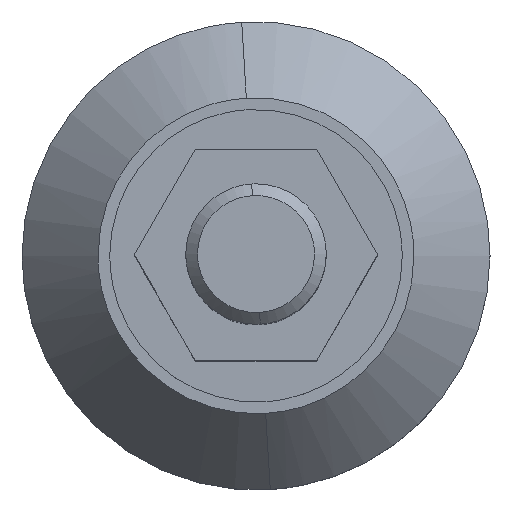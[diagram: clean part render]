
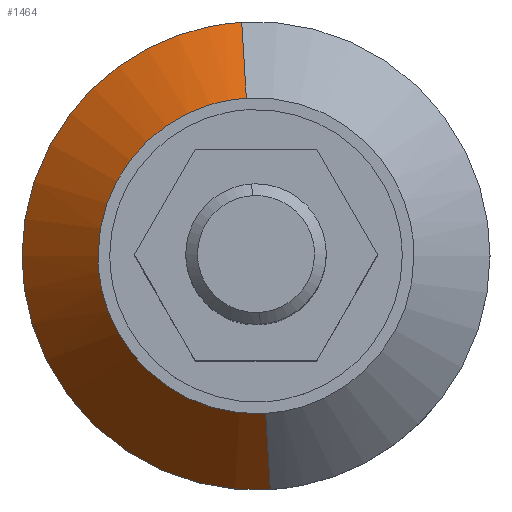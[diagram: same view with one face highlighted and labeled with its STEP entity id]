
A CAD part, top view. The second image highlights one B-rep face of the part: STEP entity #1464.
In plain terms, the highlighted free-form (B-spline) face has degree [2, 1] with [5, 2] control points.
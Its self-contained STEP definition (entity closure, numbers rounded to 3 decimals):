
#1239=CARTESIAN_POINT('',(-2.442,39.925,15.));
#1240=VERTEX_POINT('',#1239);
#1258=CARTESIAN_POINT('',(2.442,-39.925,15.));
#1259=VERTEX_POINT('',#1258);
#1306=CARTESIAN_POINT('',(-40.0,0.0,15.));
#1307=VERTEX_POINT('',#1306);
#1308=CARTESIAN_POINT('',(-40.0,0.0,15.));
#1309=CARTESIAN_POINT('',(-40.,37.628,15.));
#1310=CARTESIAN_POINT('',(-2.442,39.925,15.));
#1318=(BOUNDED_CURVE()B_SPLINE_CURVE(2,(#1308,#1309,#1310),.UNSPECIFIED.,.F.,.U.)B_SPLINE_CURVE_WITH_KNOTS((3,3),(0.0,0.239),.UNSPECIFIED.)CURVE()GEOMETRIC_REPRESENTATION_ITEM()RATIONAL_B_SPLINE_CURVE((1.0,0.72,0.976))REPRESENTATION_ITEM(''));
#1319=EDGE_CURVE('',#1307,#1240,#1318,.T.);
#1325=CARTESIAN_POINT('',(2.442,-39.925,15.));
#1326=CARTESIAN_POINT('',(1.222,-40.,15.));
#1327=CARTESIAN_POINT('',(0.,-40.,15.));
#1328=CARTESIAN_POINT('',(-40.,-40.,15.));
#1329=CARTESIAN_POINT('',(-40.0,0.0,15.));
#1337=(BOUNDED_CURVE()B_SPLINE_CURVE(2,(#1325,#1326,#1327,#1328,#1329),.UNSPECIFIED.,.F.,.U.)B_SPLINE_CURVE_WITH_KNOTS((3,2,3),(0.739,0.75,1.0),.UNSPECIFIED.)CURVE()GEOMETRIC_REPRESENTATION_ITEM()RATIONAL_B_SPLINE_CURVE((0.976,0.988,1.0,0.707,1.0))REPRESENTATION_ITEM(''));
#1338=EDGE_CURVE('',#1259,#1307,#1337,.T.);
#1361=CARTESIAN_POINT('',(-1.648,26.95,30.));
#1362=VERTEX_POINT('',#1361);
#1363=CARTESIAN_POINT('',(-1.648,26.95,30.));
#1364=CARTESIAN_POINT('',(-2.442,39.925,15.));
#1365=QUASI_UNIFORM_CURVE('',1,(#1363,#1364),.UNSPECIFIED.,.F.,.U.);
#1366=EDGE_CURVE('',#1362,#1240,#1365,.T.);
#1385=CARTESIAN_POINT('',(1.648,-26.95,30.));
#1386=VERTEX_POINT('',#1385);
#1400=CARTESIAN_POINT('',(1.648,-26.95,30.));
#1401=CARTESIAN_POINT('',(2.442,-39.925,15.));
#1402=QUASI_UNIFORM_CURVE('',1,(#1400,#1401),.UNSPECIFIED.,.F.,.U.);
#1403=EDGE_CURVE('',#1386,#1259,#1402,.T.);
#1410=CARTESIAN_POINT('',(1.628,-26.625,30.375));
#1411=CARTESIAN_POINT('',(-24.997,-28.254,30.375));
#1412=CARTESIAN_POINT('',(-26.625,-1.628,30.375));
#1413=CARTESIAN_POINT('',(-28.254,24.997,30.375));
#1414=CARTESIAN_POINT('',(-1.628,26.625,30.375));
#1415=CARTESIAN_POINT('',(2.462,-40.258,14.616));
#1416=CARTESIAN_POINT('',(-37.796,-42.72,14.616));
#1417=CARTESIAN_POINT('',(-40.258,-2.462,14.616));
#1418=CARTESIAN_POINT('',(-42.72,37.796,14.616));
#1419=CARTESIAN_POINT('',(-2.462,40.258,14.616));
#1427=(BOUNDED_SURFACE()B_SPLINE_SURFACE(2,1,((#1410,#1415),(#1411,#1416),(#1412,#1417),(#1413,#1418),(#1414,#1419)),.UNSPECIFIED.,.F.,.F.,.U.)B_SPLINE_SURFACE_WITH_KNOTS((3,2,3),(2,2),(0.0,66.826,133.652),(0.0,20.854),.UNSPECIFIED.)GEOMETRIC_REPRESENTATION_ITEM()RATIONAL_B_SPLINE_SURFACE(((1.0,1.0),(0.707,0.707),(1.0,1.0),(0.707,0.707),(1.0,1.0)))REPRESENTATION_ITEM('')SURFACE());
#1428=ORIENTED_EDGE('',*,*,#1366,.T.);
#1429=ORIENTED_EDGE('',*,*,#1319,.F.);
#1430=ORIENTED_EDGE('',*,*,#1338,.F.);
#1431=ORIENTED_EDGE('',*,*,#1403,.F.);
#1432=CARTESIAN_POINT('',(-27.0,0.0,30.));
#1433=VERTEX_POINT('',#1432);
#1434=CARTESIAN_POINT('',(1.648,-26.95,30.));
#1435=CARTESIAN_POINT('',(0.825,-27.,30.));
#1436=CARTESIAN_POINT('',(0.,-27.,30.));
#1437=CARTESIAN_POINT('',(-27.,-27.,30.));
#1438=CARTESIAN_POINT('',(-27.0,0.0,30.));
#1446=(BOUNDED_CURVE()B_SPLINE_CURVE(2,(#1434,#1435,#1436,#1437,#1438),.UNSPECIFIED.,.F.,.U.)B_SPLINE_CURVE_WITH_KNOTS((3,2,3),(0.739,0.75,1.0),.UNSPECIFIED.)CURVE()GEOMETRIC_REPRESENTATION_ITEM()RATIONAL_B_SPLINE_CURVE((0.976,0.988,1.0,0.707,1.0))REPRESENTATION_ITEM(''));
#1447=EDGE_CURVE('',#1386,#1433,#1446,.T.);
#1448=ORIENTED_EDGE('',*,*,#1447,.T.);
#1449=CARTESIAN_POINT('',(-27.0,0.0,30.));
#1450=CARTESIAN_POINT('',(-27.,25.399,30.));
#1451=CARTESIAN_POINT('',(-1.648,26.95,30.));
#1459=(BOUNDED_CURVE()B_SPLINE_CURVE(2,(#1449,#1450,#1451),.UNSPECIFIED.,.F.,.U.)B_SPLINE_CURVE_WITH_KNOTS((3,3),(0.0,0.239),.UNSPECIFIED.)CURVE()GEOMETRIC_REPRESENTATION_ITEM()RATIONAL_B_SPLINE_CURVE((1.0,0.72,0.976))REPRESENTATION_ITEM(''));
#1460=EDGE_CURVE('',#1433,#1362,#1459,.T.);
#1461=ORIENTED_EDGE('',*,*,#1460,.T.);
#1462=EDGE_LOOP('',(#1428,#1429,#1430,#1431,#1448,#1461));
#1463=FACE_OUTER_BOUND('',#1462,.T.);
#1464=ADVANCED_FACE('',(#1463),#1427,.T.);
